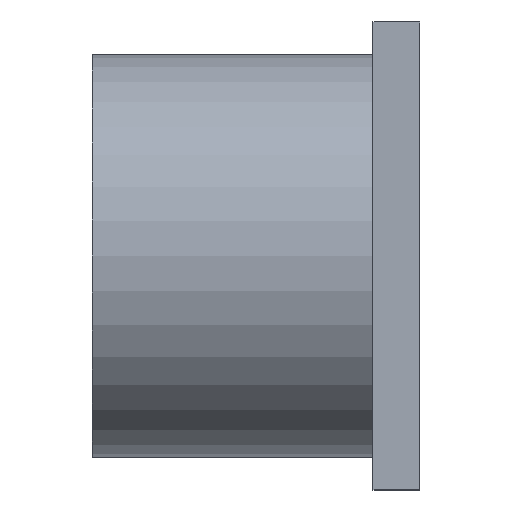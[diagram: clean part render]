
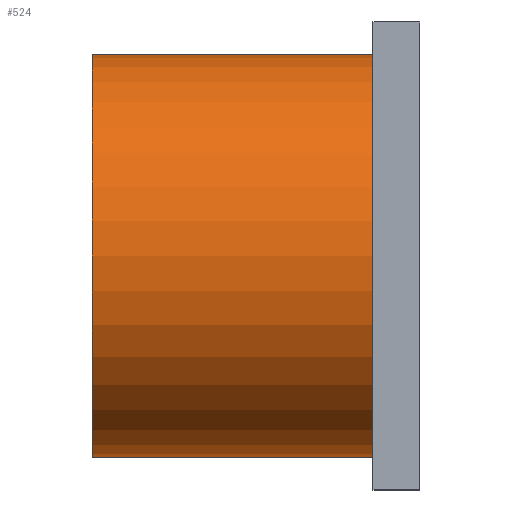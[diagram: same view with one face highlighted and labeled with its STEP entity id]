
A CAD part, left-side view. The second image highlights one B-rep face of the part: STEP entity #524.
In plain terms, the highlighted cylindrical face has radius 8.604 mm (diameter 17.208 mm), a partial arc.
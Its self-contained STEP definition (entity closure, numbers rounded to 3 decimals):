
#12 = CARTESIAN_POINT ( 'NONE',  ( -12.023, 14., -8.604 ) ) ;
#24 = DIRECTION ( 'NONE',  ( 0., 0., 1. ) ) ;
#32 = DIRECTION ( 'NONE',  ( 0., -1., 0. ) ) ;
#50 = DIRECTION ( 'NONE',  ( 0., -1., 0. ) ) ;
#56 = CARTESIAN_POINT ( 'NONE',  ( -12.023, 2., 8.604 ) ) ;
#105 = VERTEX_POINT ( 'NONE', #56 ) ;
#108 = CARTESIAN_POINT ( 'NONE',  ( -12.023, 14., 8.604 ) ) ;
#120 = ORIENTED_EDGE ( 'NONE', *, *, #259, .F. ) ;
#158 = VERTEX_POINT ( 'NONE', #592 ) ;
#172 = VECTOR ( 'NONE', #32, 1000. ) ;
#173 = LINE ( 'NONE', #385, #307 ) ;
#259 = EDGE_CURVE ( 'NONE', #609, #105, #173, .T. ) ;
#307 = VECTOR ( 'NONE', #318, 1000. ) ;
#318 = DIRECTION ( 'NONE',  ( 0., -1., 0. ) ) ;
#325 = EDGE_CURVE ( 'NONE', #414, #609, #651, .T. ) ;
#329 = EDGE_CURVE ( 'NONE', #158, #105, #350, .T. ) ;
#341 = CARTESIAN_POINT ( 'NONE',  ( -12.023, 14., 0. ) ) ;
#350 = CIRCLE ( 'NONE', #530, 8.604 ) ;
#369 = CYLINDRICAL_SURFACE ( 'NONE', #384, 8.604 ) ;
#384 = AXIS2_PLACEMENT_3D ( 'NONE', #520, #50, #639 ) ;
#385 = CARTESIAN_POINT ( 'NONE',  ( -12.023, 14., 8.604 ) ) ;
#393 = AXIS2_PLACEMENT_3D ( 'NONE', #341, #557, #24 ) ;
#400 = CARTESIAN_POINT ( 'NONE',  ( -12.023, 2., 0. ) ) ;
#414 = VERTEX_POINT ( 'NONE', #12 ) ;
#422 = FACE_OUTER_BOUND ( 'NONE', #512, .T. ) ;
#488 = EDGE_CURVE ( 'NONE', #414, #158, #505, .T. ) ;
#492 = ORIENTED_EDGE ( 'NONE', *, *, #488, .T. ) ;
#498 = DIRECTION ( 'NONE',  ( 0., 1., 0. ) ) ;
#505 = LINE ( 'NONE', #671, #172 ) ;
#512 = EDGE_LOOP ( 'NONE', ( #120, #604, #492, #563 ) ) ;
#520 = CARTESIAN_POINT ( 'NONE',  ( -12.023, 14., 0. ) ) ;
#524 = ADVANCED_FACE ( 'NONE', ( #422 ), #369, .T. ) ;
#530 = AXIS2_PLACEMENT_3D ( 'NONE', #400, #498, #613 ) ;
#557 = DIRECTION ( 'NONE',  ( 0., 1., 0. ) ) ;
#563 = ORIENTED_EDGE ( 'NONE', *, *, #329, .T. ) ;
#592 = CARTESIAN_POINT ( 'NONE',  ( -12.023, 2., -8.604 ) ) ;
#604 = ORIENTED_EDGE ( 'NONE', *, *, #325, .F. ) ;
#609 = VERTEX_POINT ( 'NONE', #108 ) ;
#613 = DIRECTION ( 'NONE',  ( 0., 0., -1. ) ) ;
#639 = DIRECTION ( 'NONE',  ( 0., 0., -1. ) ) ;
#651 = CIRCLE ( 'NONE', #393, 8.604 ) ;
#671 = CARTESIAN_POINT ( 'NONE',  ( -12.023, 14., -8.604 ) ) ;
